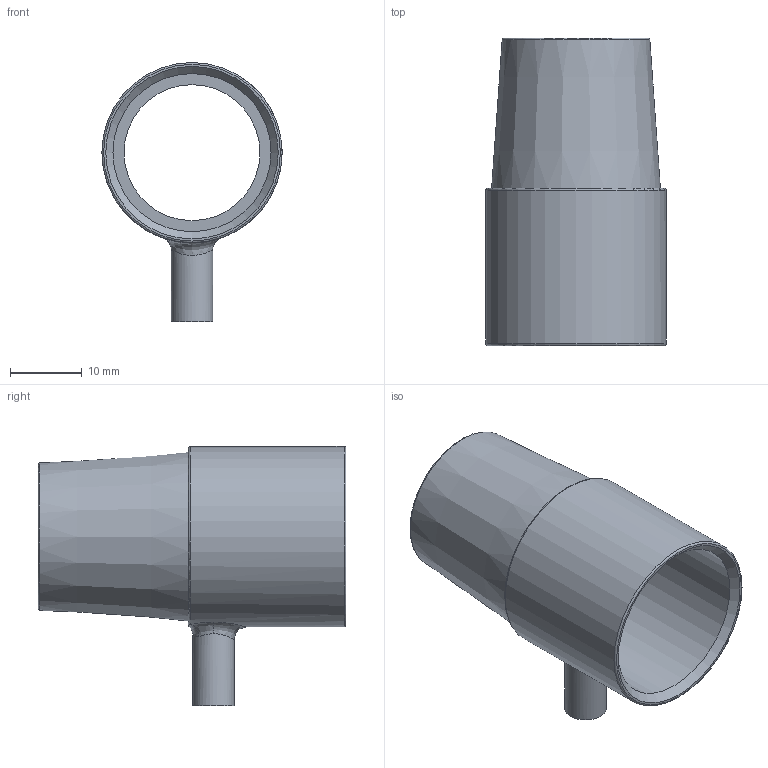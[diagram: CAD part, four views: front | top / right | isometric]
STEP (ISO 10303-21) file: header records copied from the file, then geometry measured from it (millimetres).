
FILE_DESCRIPTION(/* description */ (''),/* implementation_level */ '2;1');
FILE_NAME(/* name */ 'CASQUILLO T.step',/* time_stamp */ '2020-04-04T01:26:58+02:00',/* author */ (''),/* organization */ (''),/* preprocessor_version */ 'ST-DEVELOPER v18',/* originating_system */ 'Autodesk Translation Framework v8.12.0.6',/* authorisation */ '');
FILE_SCHEMA (('AUTOMOTIVE_DESIGN { 1 0 10303 214 3 1 1 }'));
Length unit declared in the file: millimetre
Products named in the file (1): T
Bounding box: 25.2 x 43 x 36.2 mm (x, y, z)
Volume: 4983.3 mm3; surface area: 6505.8 mm2
Topology: 1 solids, 1 shells, 20 faces, 50 edges, 34 vertices
Faces by surface type: cylinder 5, plane 5, bspline 4, cone 3, torus 3
Full cylindrical faces by diameter (mm): 2.642 x1, 5.8 x1, 19 x1, 22.1 x1, 25.2 x1
Entity records: 1660 total; most frequent: CARTESIAN_POINT 1119, ORIENTED_EDGE 100, DIRECTION 98, EDGE_CURVE 50, AXIS2_PLACEMENT_3D 45, VERTEX_POINT 34, CIRCLE 28, EDGE_LOOP 26
